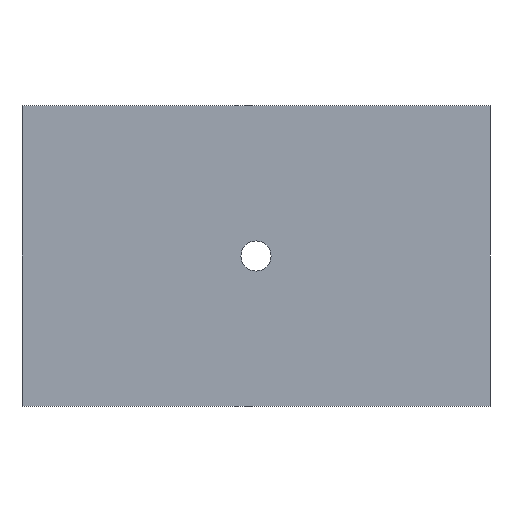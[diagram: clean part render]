
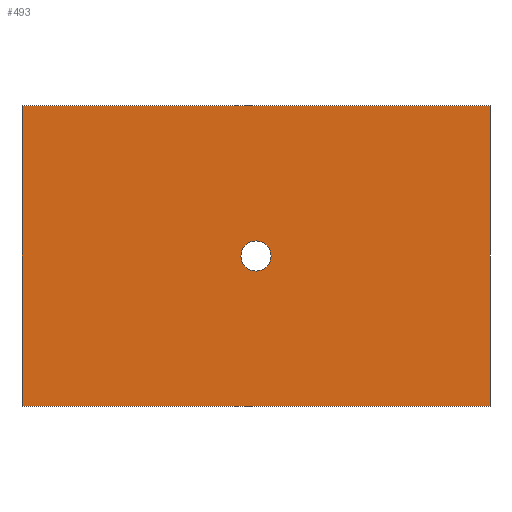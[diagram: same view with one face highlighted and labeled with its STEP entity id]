
A CAD part, front view. The second image highlights one B-rep face of the part: STEP entity #493.
In plain terms, the highlighted planar face has unit normal (0, -1, 0).
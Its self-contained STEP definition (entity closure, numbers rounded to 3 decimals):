
#2 = CARTESIAN_POINT ( 'NONE',  ( 0., 0., 0. ) ) ;
#57 = ORIENTED_EDGE ( 'NONE', *, *, #692, .F. ) ;
#61 = EDGE_CURVE ( 'NONE', #1167, #590, #1038, .T. ) ;
#67 = CIRCLE ( 'NONE', #116, 22.5 ) ;
#77 = VECTOR ( 'NONE', #325, 1000. ) ;
#110 = CARTESIAN_POINT ( 'NONE',  ( 700., 0., -450. ) ) ;
#116 = AXIS2_PLACEMENT_3D ( 'NONE', #932, #190, #901 ) ;
#123 = EDGE_CURVE ( 'NONE', #494, #146, #538, .T. ) ;
#138 = LINE ( 'NONE', #159, #77 ) ;
#143 = EDGE_LOOP ( 'NONE', ( #1151, #961 ) ) ;
#146 = VERTEX_POINT ( 'NONE', #629 ) ;
#159 = CARTESIAN_POINT ( 'NONE',  ( 700., 0., 0. ) ) ;
#163 = CARTESIAN_POINT ( 'NONE',  ( 0., 0., -450. ) ) ;
#190 = DIRECTION ( 'NONE',  ( 0., 1., 0. ) ) ;
#192 = FACE_OUTER_BOUND ( 'NONE', #516, .T. ) ;
#214 = VECTOR ( 'NONE', #341, 1000. ) ;
#221 = ORIENTED_EDGE ( 'NONE', *, *, #684, .F. ) ;
#224 = LINE ( 'NONE', #922, #214 ) ;
#255 = PLANE ( 'NONE',  #513 ) ;
#275 = CARTESIAN_POINT ( 'NONE',  ( 0., 0., -450. ) ) ;
#303 = CARTESIAN_POINT ( 'NONE',  ( 0., 0., 0. ) ) ;
#325 = DIRECTION ( 'NONE',  ( 0., 0., -1. ) ) ;
#329 = EDGE_CURVE ( 'NONE', #146, #494, #67, .T. ) ;
#341 = DIRECTION ( 'NONE',  ( 0., 0., 1. ) ) ;
#374 = LINE ( 'NONE', #275, #1018 ) ;
#417 = DIRECTION ( 'NONE',  ( 1., 0., 0. ) ) ;
#493 = ADVANCED_FACE ( 'NONE', ( #767, #192 ), #255, .T. ) ;
#494 = VERTEX_POINT ( 'NONE', #598 ) ;
#502 = VECTOR ( 'NONE', #417, 1000. ) ;
#513 = AXIS2_PLACEMENT_3D ( 'NONE', #163, #607, #640 ) ;
#516 = EDGE_LOOP ( 'NONE', ( #57, #1153, #221, #1166 ) ) ;
#538 = CIRCLE ( 'NONE', #871, 22.5 ) ;
#590 = VERTEX_POINT ( 'NONE', #947 ) ;
#598 = CARTESIAN_POINT ( 'NONE',  ( 350., 0., -247.5 ) ) ;
#607 = DIRECTION ( 'NONE',  ( 0., -1., 0. ) ) ;
#629 = CARTESIAN_POINT ( 'NONE',  ( 350., 0., -202.5 ) ) ;
#640 = DIRECTION ( 'NONE',  ( 0., 0., -1. ) ) ;
#684 = EDGE_CURVE ( 'NONE', #590, #1082, #138, .T. ) ;
#692 = EDGE_CURVE ( 'NONE', #1191, #1167, #224, .T. ) ;
#767 = FACE_BOUND ( 'NONE', #143, .T. ) ;
#774 = DIRECTION ( 'NONE',  ( -1., 0., 0. ) ) ;
#871 = AXIS2_PLACEMENT_3D ( 'NONE', #1180, #1103, #993 ) ;
#901 = DIRECTION ( 'NONE',  ( 0., 0., -1. ) ) ;
#922 = CARTESIAN_POINT ( 'NONE',  ( 0., 0., 0. ) ) ;
#932 = CARTESIAN_POINT ( 'NONE',  ( 350., 0., -225. ) ) ;
#947 = CARTESIAN_POINT ( 'NONE',  ( 700., 0., 0. ) ) ;
#961 = ORIENTED_EDGE ( 'NONE', *, *, #123, .T. ) ;
#993 = DIRECTION ( 'NONE',  ( 0., 0., -1. ) ) ;
#1018 = VECTOR ( 'NONE', #774, 1000. ) ;
#1038 = LINE ( 'NONE', #2, #502 ) ;
#1077 = EDGE_CURVE ( 'NONE', #1082, #1191, #374, .T. ) ;
#1082 = VERTEX_POINT ( 'NONE', #110 ) ;
#1103 = DIRECTION ( 'NONE',  ( 0., 1., 0. ) ) ;
#1151 = ORIENTED_EDGE ( 'NONE', *, *, #329, .T. ) ;
#1153 = ORIENTED_EDGE ( 'NONE', *, *, #1077, .F. ) ;
#1166 = ORIENTED_EDGE ( 'NONE', *, *, #61, .F. ) ;
#1167 = VERTEX_POINT ( 'NONE', #303 ) ;
#1168 = CARTESIAN_POINT ( 'NONE',  ( 0., 0., -450. ) ) ;
#1180 = CARTESIAN_POINT ( 'NONE',  ( 350., 0., -225. ) ) ;
#1191 = VERTEX_POINT ( 'NONE', #1168 ) ;
